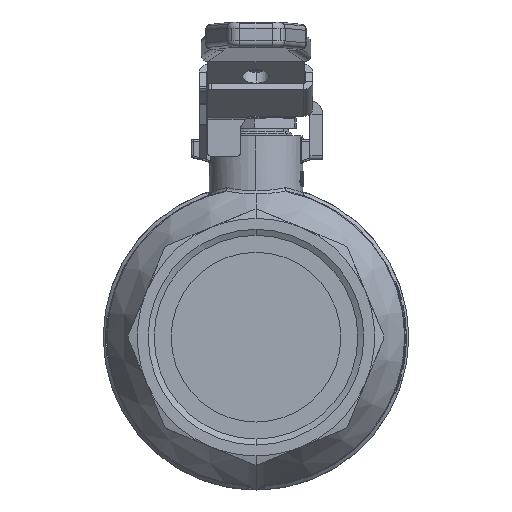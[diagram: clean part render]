
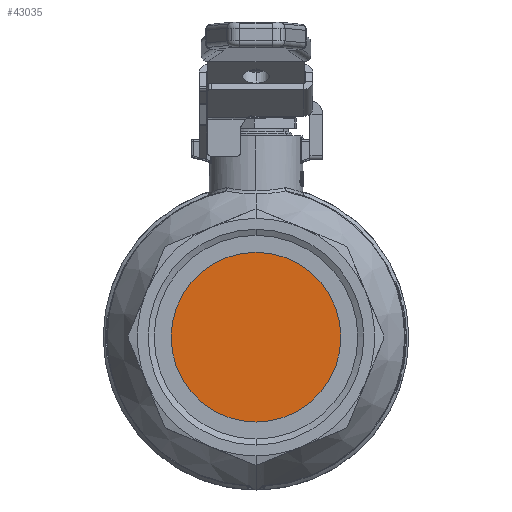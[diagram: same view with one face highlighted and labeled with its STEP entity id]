
A CAD part, front view. The second image highlights one B-rep face of the part: STEP entity #43035.
In plain terms, the highlighted planar face has unit normal (0, -1, 0).
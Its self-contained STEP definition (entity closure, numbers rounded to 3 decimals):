
#12972=CARTESIAN_POINT('',(-0.,-34.453,-23.6));
#12973=VERTEX_POINT('',#12972);
#12982=CARTESIAN_POINT('',(-0.,-34.453,23.6));
#12983=VERTEX_POINT('',#12982);
#12984=CARTESIAN_POINT('',(-0.,-34.453,0.));
#12985=DIRECTION('',(0.,1.,-0.));
#12986=DIRECTION('',(0.,-0.,-1.));
#12987=AXIS2_PLACEMENT_3D('',#12984,#12985,#12986);
#12988=CIRCLE('',#12987,23.6);
#12989=EDGE_CURVE('',#12973,#12983,#12988,.T.);
#15683=CARTESIAN_POINT('',(-0.,-34.453,0.));
#15684=DIRECTION('',(0.,1.,-0.));
#15685=DIRECTION('',(0.,-0.,-1.));
#15686=AXIS2_PLACEMENT_3D('',#15683,#15684,#15685);
#15687=CIRCLE('',#15686,23.6);
#15688=EDGE_CURVE('',#12983,#12973,#15687,.T.);
#43026=CARTESIAN_POINT('',(-0.,-34.453,0.));
#43027=DIRECTION('',(-0.,-1.,0.));
#43028=DIRECTION('',(1.,-0.,0.));
#43029=AXIS2_PLACEMENT_3D('',#43026,#43027,#43028);
#43030=PLANE('',#43029);
#43031=ORIENTED_EDGE('',*,*,#15688,.F.);
#43032=ORIENTED_EDGE('',*,*,#12989,.F.);
#43033=EDGE_LOOP('',(#43031,#43032));
#43034=FACE_BOUND('',#43033,.T.);
#43035=ADVANCED_FACE('',(#43034),#43030,.T.);
